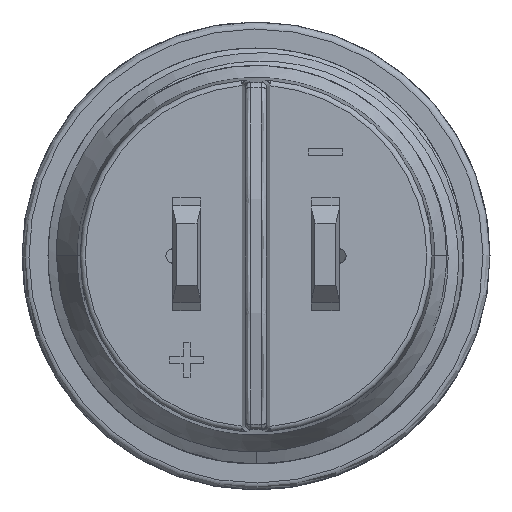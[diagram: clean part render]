
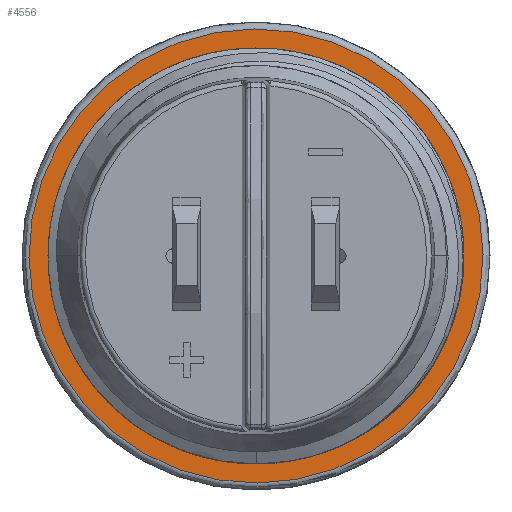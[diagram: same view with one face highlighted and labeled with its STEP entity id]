
A CAD part, left-side view. The second image highlights one B-rep face of the part: STEP entity #4556.
In plain terms, the highlighted planar face has unit normal (-1, 0, 0).
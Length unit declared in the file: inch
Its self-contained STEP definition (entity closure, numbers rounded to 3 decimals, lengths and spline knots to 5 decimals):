
#63=FACE_BOUND('',#564,.T.);
#81=CIRCLE('',#4839,0.25787);
#82=CIRCLE('',#4841,0.22047);
#163=PLANE('',#4840);
#291=FACE_OUTER_BOUND('',#563,.T.);
#563=EDGE_LOOP('',(#3201));
#564=EDGE_LOOP('',(#3202));
#1885=VERTEX_POINT('',#7288);
#1888=VERTEX_POINT('',#7516);
#2385=EDGE_CURVE('',#1885,#1885,#81,.T.);
#2390=EDGE_CURVE('',#1888,#1888,#82,.T.);
#3201=ORIENTED_EDGE('',*,*,#2385,.F.);
#3202=ORIENTED_EDGE('',*,*,#2390,.T.);
#4556=ADVANCED_FACE('',(#291,#63),#163,.F.);
#4839=AXIS2_PLACEMENT_3D('',#7290,#5157,#5158);
#4840=AXIS2_PLACEMENT_3D('',#7515,#5161,#5162);
#4841=AXIS2_PLACEMENT_3D('',#7517,#5163,#5164);
#5157=DIRECTION('center_axis',(1.,0.,0.));
#5158=DIRECTION('ref_axis',(0.,1.,0.));
#5161=DIRECTION('center_axis',(1.,0.,0.));
#5162=DIRECTION('ref_axis',(0.,0.,1.));
#5163=DIRECTION('center_axis',(1.,0.,0.));
#5164=DIRECTION('ref_axis',(0.,1.,0.));
#7288=CARTESIAN_POINT('',(0.51181,-0.25787,0.0015));
#7290=CARTESIAN_POINT('Origin',(0.51181,0.,0.));
#7515=CARTESIAN_POINT('Origin',(0.51181,0.,
0.26819));
#7516=CARTESIAN_POINT('',(0.51181,-0.22047,0.0016));
#7517=CARTESIAN_POINT('Origin',(0.51181,0.,0.));
